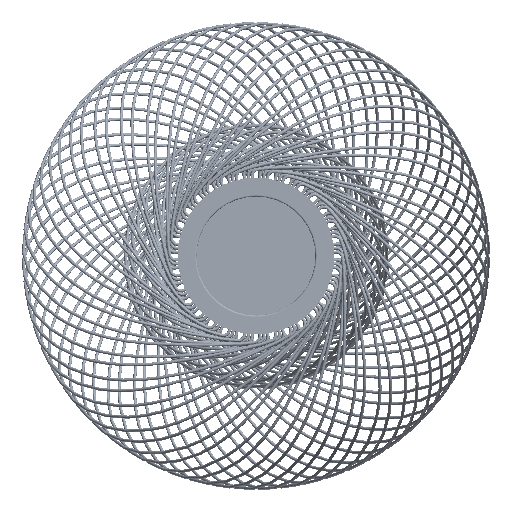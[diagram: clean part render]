
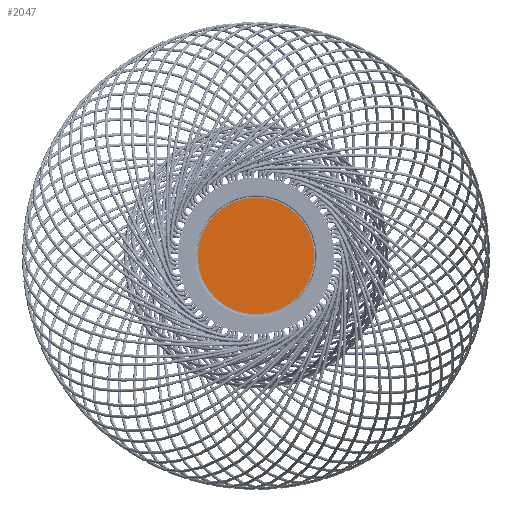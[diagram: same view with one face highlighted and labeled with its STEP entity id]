
A CAD part, front view. The second image highlights one B-rep face of the part: STEP entity #2047.
In plain terms, the highlighted planar face has unit normal (0, -1, 0).
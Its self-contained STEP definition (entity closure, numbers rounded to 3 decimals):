
#363 = EDGE_LOOP ( 'NONE', ( #1455, #1456 ) ) ;
#1455 = ORIENTED_EDGE ( 'NONE', *, *, #3111, .F. ) ;
#1456 = ORIENTED_EDGE ( 'NONE', *, *, #3108, .F. ) ;
#2047 = ADVANCED_FACE ( 'NONE', ( #8428 ), #8280, .F. ) ;
#3108 = EDGE_CURVE ( 'NONE', #22344, #22345, #9027, .T. ) ;
#3111 = EDGE_CURVE ( 'NONE', #22345, #22344, #9031, .T. ) ;
#7815 = AXIS2_PLACEMENT_3D ( 'NONE', #8283, #8295, #8296 ) ;
#8280 = PLANE ( 'NONE',  #7815 ) ;
#8283 = CARTESIAN_POINT ( 'NONE',  ( 0., 0., 0. ) ) ;
#8295 = DIRECTION ( 'NONE',  ( 0., 1., 0. ) ) ;
#8296 = DIRECTION ( 'NONE',  ( 0., 0., 1. ) ) ;
#8428 = FACE_OUTER_BOUND ( 'NONE', #363, .T. ) ;
#9027 = CIRCLE ( 'NONE', #9463, 75. ) ;
#9031 = CIRCLE ( 'NONE', #9468, 75. ) ;
#9390 = CARTESIAN_POINT ( 'NONE',  ( 0., 0., 0. ) ) ;
#9392 = DIRECTION ( 'NONE',  ( 0., 1., 0. ) ) ;
#9393 = DIRECTION ( 'NONE',  ( 0., 0., 1. ) ) ;
#9399 = CARTESIAN_POINT ( 'NONE',  ( 0., 0., 0. ) ) ;
#9401 = DIRECTION ( 'NONE',  ( 0., 1., 0. ) ) ;
#9402 = DIRECTION ( 'NONE',  ( 0., 0., 1. ) ) ;
#9463 = AXIS2_PLACEMENT_3D ( 'NONE', #9390, #9392, #9393 ) ;
#9468 = AXIS2_PLACEMENT_3D ( 'NONE', #9399, #9401, #9402 ) ;
#18988 = CARTESIAN_POINT ( 'NONE',  ( 0., 0., 75. ) ) ;
#18994 = CARTESIAN_POINT ( 'NONE',  ( 0., 0., -75. ) ) ;
#22344 = VERTEX_POINT ( 'NONE', #18988 ) ;
#22345 = VERTEX_POINT ( 'NONE', #18994 ) ;
